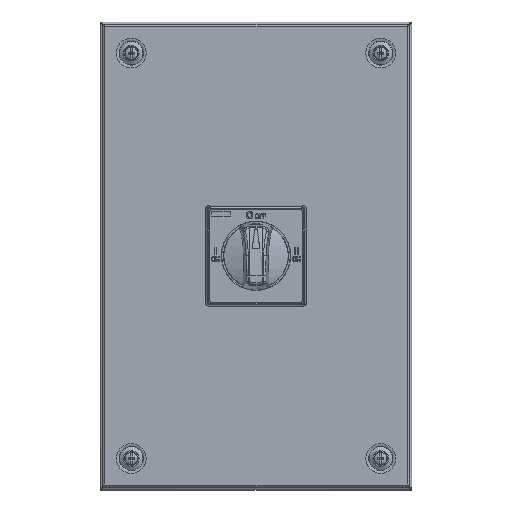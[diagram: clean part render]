
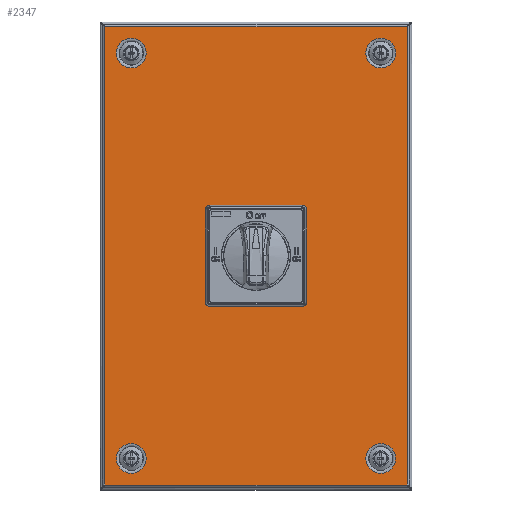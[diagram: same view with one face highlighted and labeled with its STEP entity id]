
A CAD part, top view. The second image highlights one B-rep face of the part: STEP entity #2347.
In plain terms, the highlighted planar face has unit normal (0, 0, 1).
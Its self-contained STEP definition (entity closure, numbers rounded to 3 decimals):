
#704=LINE('',#11640,#1467);
#706=LINE('',#11644,#1469);
#716=LINE('',#11664,#1479);
#722=LINE('',#11710,#1485);
#1467=VECTOR('',#9058,1.);
#1469=VECTOR('',#9062,1.);
#1479=VECTOR('',#9078,1.);
#1485=VECTOR('',#9134,1.);
#2151=FACE_BOUND('',#3153,.T.);
#2152=FACE_BOUND('',#3154,.T.);
#2153=FACE_BOUND('',#3155,.T.);
#2154=FACE_BOUND('',#3156,.T.);
#2155=FACE_BOUND('',#3157,.T.);
#2156=FACE_BOUND('',#3158,.T.);
#2157=FACE_BOUND('',#3159,.T.);
#2158=FACE_BOUND('',#3160,.T.);
#2159=FACE_BOUND('',#3161,.T.);
#2160=FACE_BOUND('',#3162,.T.);
#2347=ADVANCED_FACE('',(#2151,#2152,#2153,#2154,#2155,#2156,#2157,#2158,
#2159,#2160),#2640,.F.);
#2640=PLANE('',#8026);
#3153=EDGE_LOOP('',(#3998));
#3154=EDGE_LOOP('',(#3999));
#3155=EDGE_LOOP('',(#4000));
#3156=EDGE_LOOP('',(#4001));
#3157=EDGE_LOOP('',(#4002));
#3158=EDGE_LOOP('',(#4003));
#3159=EDGE_LOOP('',(#4004));
#3160=EDGE_LOOP('',(#4005));
#3161=EDGE_LOOP('',(#4006));
#3162=EDGE_LOOP('',(#4007,#4008,#4009,#4010));
#3998=ORIENTED_EDGE('',*,*,#6694,.T.);
#3999=ORIENTED_EDGE('',*,*,#6695,.T.);
#4000=ORIENTED_EDGE('',*,*,#6696,.T.);
#4001=ORIENTED_EDGE('',*,*,#6697,.T.);
#4002=ORIENTED_EDGE('',*,*,#6698,.T.);
#4003=ORIENTED_EDGE('',*,*,#6683,.T.);
#4004=ORIENTED_EDGE('',*,*,#6680,.F.);
#4005=ORIENTED_EDGE('',*,*,#6678,.T.);
#4006=ORIENTED_EDGE('',*,*,#6685,.F.);
#4007=ORIENTED_EDGE('',*,*,#6663,.T.);
#4008=ORIENTED_EDGE('',*,*,#6677,.T.);
#4009=ORIENTED_EDGE('',*,*,#6699,.T.);
#4010=ORIENTED_EDGE('',*,*,#6665,.F.);
#5525=VERTEX_POINT('',#11441);
#5593=VERTEX_POINT('',#11632);
#5596=VERTEX_POINT('',#11645);
#5602=VERTEX_POINT('',#11663);
#5603=VERTEX_POINT('',#11667);
#5605=VERTEX_POINT('',#11672);
#5608=VERTEX_POINT('',#11679);
#5610=VERTEX_POINT('',#11684);
#5613=VERTEX_POINT('',#11701);
#5614=VERTEX_POINT('',#11703);
#5615=VERTEX_POINT('',#11705);
#5616=VERTEX_POINT('',#11707);
#5617=VERTEX_POINT('',#11709);
#6663=EDGE_CURVE('',#5593,#5525,#704,.T.);
#6665=EDGE_CURVE('',#5593,#5596,#706,.T.);
#6677=EDGE_CURVE('',#5525,#5602,#716,.T.);
#6678=EDGE_CURVE('',#5603,#5603,#7599,.T.);
#6680=EDGE_CURVE('',#5605,#5605,#7601,.T.);
#6683=EDGE_CURVE('',#5608,#5608,#7604,.T.);
#6685=EDGE_CURVE('',#5610,#5610,#7606,.T.);
#6694=EDGE_CURVE('',#5613,#5613,#7608,.T.);
#6695=EDGE_CURVE('',#5614,#5614,#7609,.T.);
#6696=EDGE_CURVE('',#5615,#5615,#7610,.T.);
#6697=EDGE_CURVE('',#5616,#5616,#7611,.T.);
#6698=EDGE_CURVE('',#5617,#5617,#7612,.T.);
#6699=EDGE_CURVE('',#5602,#5596,#722,.T.);
#7599=CIRCLE('',#8002,9.532);
#7601=CIRCLE('',#8005,9.532);
#7604=CIRCLE('',#8009,9.532);
#7606=CIRCLE('',#8012,9.532);
#7608=CIRCLE('',#8021,1.85);
#7609=CIRCLE('',#8022,1.85);
#7610=CIRCLE('',#8023,1.85);
#7611=CIRCLE('',#8024,1.85);
#7612=CIRCLE('',#8025,7.8);
#8002=AXIS2_PLACEMENT_3D('',#11666,#9081,#9082);
#8005=AXIS2_PLACEMENT_3D('',#11671,#9087,#9088);
#8009=AXIS2_PLACEMENT_3D('',#11678,#9095,#9096);
#8012=AXIS2_PLACEMENT_3D('',#11683,#9101,#9102);
#8021=AXIS2_PLACEMENT_3D('',#11700,#9124,#9125);
#8022=AXIS2_PLACEMENT_3D('',#11702,#9126,#9127);
#8023=AXIS2_PLACEMENT_3D('',#11704,#9128,#9129);
#8024=AXIS2_PLACEMENT_3D('',#11706,#9130,#9131);
#8025=AXIS2_PLACEMENT_3D('',#11708,#9132,#9133);
#8026=AXIS2_PLACEMENT_3D('',#11711,#9135,#9136);
#9058=DIRECTION('',(-1.,0.,0.));
#9062=DIRECTION('',(0.,-1.,0.));
#9078=DIRECTION('',(0.,-1.,0.));
#9081=DIRECTION('',(0.,0.,-1.));
#9082=DIRECTION('',(1.,0.,0.));
#9087=DIRECTION('',(0.,0.,1.));
#9088=DIRECTION('',(1.,0.,0.));
#9095=DIRECTION('',(0.,0.,-1.));
#9096=DIRECTION('',(-1.,0.,0.));
#9101=DIRECTION('',(0.,0.,1.));
#9102=DIRECTION('',(-1.,0.,0.));
#9124=DIRECTION('',(0.,0.,-1.));
#9125=DIRECTION('',(-1.,0.,0.));
#9126=DIRECTION('',(0.,0.,-1.));
#9127=DIRECTION('',(-1.,0.,0.));
#9128=DIRECTION('',(0.,0.,-1.));
#9129=DIRECTION('',(-1.,0.,0.));
#9130=DIRECTION('',(0.,0.,-1.));
#9131=DIRECTION('',(-1.,0.,0.));
#9132=DIRECTION('',(0.,0.,-1.));
#9133=DIRECTION('',(-1.,0.,0.));
#9134=DIRECTION('',(1.,0.,0.));
#9135=DIRECTION('',(0.,0.,-1.));
#9136=DIRECTION('',(-1.,0.,0.));
#11441=CARTESIAN_POINT('',(-122.,97.,0.));
#11632=CARTESIAN_POINT('',(72.,97.,0.));
#11640=CARTESIAN_POINT('',(-25.,97.,0.));
#11644=CARTESIAN_POINT('',(72.,97.5,0.));
#11645=CARTESIAN_POINT('',(72.,-197.,0.));
#11663=CARTESIAN_POINT('',(-122.,-197.,0.));
#11664=CARTESIAN_POINT('',(-122.,97.5,0.));
#11666=CARTESIAN_POINT('',(-105.,80.,0.));
#11667=CARTESIAN_POINT('',(-95.468,80.,0.));
#11671=CARTESIAN_POINT('',(-105.,-180.,0.));
#11672=CARTESIAN_POINT('',(-95.468,-180.,0.));
#11678=CARTESIAN_POINT('',(55.,-180.,0.));
#11679=CARTESIAN_POINT('',(45.468,-180.,0.));
#11683=CARTESIAN_POINT('',(55.,80.,0.));
#11684=CARTESIAN_POINT('',(45.468,80.,0.));
#11700=CARTESIAN_POINT('',(-43.,-32.,0.));
#11701=CARTESIAN_POINT('',(-44.85,-32.,0.));
#11702=CARTESIAN_POINT('',(-7.,-32.,0.));
#11703=CARTESIAN_POINT('',(-8.85,-32.,0.));
#11704=CARTESIAN_POINT('',(-43.,-68.,0.));
#11705=CARTESIAN_POINT('',(-44.85,-68.,0.));
#11706=CARTESIAN_POINT('',(-7.,-68.,0.));
#11707=CARTESIAN_POINT('',(-8.85,-68.,0.));
#11708=CARTESIAN_POINT('',(-25.,-50.,0.));
#11709=CARTESIAN_POINT('',(-32.8,-50.,0.));
#11710=CARTESIAN_POINT('',(-122.,-197.,0.));
#11711=CARTESIAN_POINT('',(-25.,-50.,0.));
